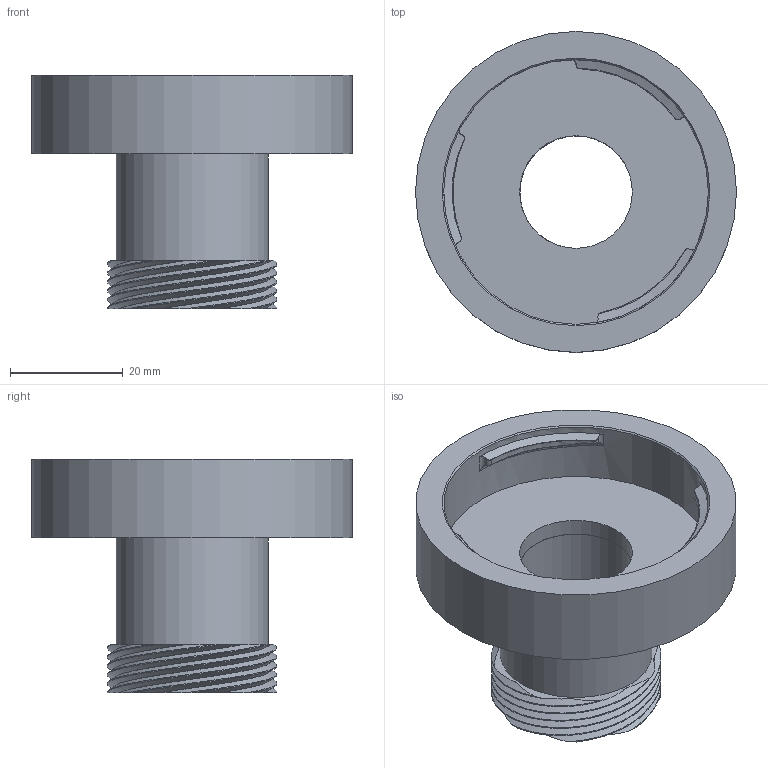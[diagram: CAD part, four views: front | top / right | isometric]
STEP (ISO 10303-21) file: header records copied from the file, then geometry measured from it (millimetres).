
FILE_DESCRIPTION(/* description */ (''),/* implementation_level */ '2;1');
FILE_NAME(/* name */ 'F-mount_to_PVS.step',/* time_stamp */ '2024-11-05T02:45:28+09:00',/* author */ (''),/* organization */ (''),/* preprocessor_version */ 'ST-DEVELOPER v20',/* originating_system */ 'Autodesk Translation Framework v13.20.0.188',/* authorisation */ '');
FILE_SCHEMA (('AUTOMOTIVE_DESIGN { 1 0 10303 214 3 1 1 }'));
Length unit declared in the file: millimetre
Products named in the file (2): PVS-Fmount; Component4
Assembly tree (1 placements, depth 2):
  PVS-Fmount
    Component4
Bounding box: 57 x 57 x 41.5 mm (x, y, z)
Volume: 23734.3 mm3; surface area: 14402.2 mm2
Topology: 2 solids, 2 shells, 83 faces, 222 edges, 148 vertices
Faces by surface type: cylinder 36, plane 21, bspline 19, cone 4, torus 3
Full cylindrical faces by diameter (mm): 20 x2, 27 x1, 47 x1, 57 x1
Entity records: 8134 total; most frequent: CARTESIAN_POINT 6183, ORIENTED_EDGE 444, DIRECTION 363, EDGE_CURVE 222, AXIS2_PLACEMENT_3D 162, VERTEX_POINT 148, EDGE_LOOP 92, FACE_OUTER_BOUND 83
